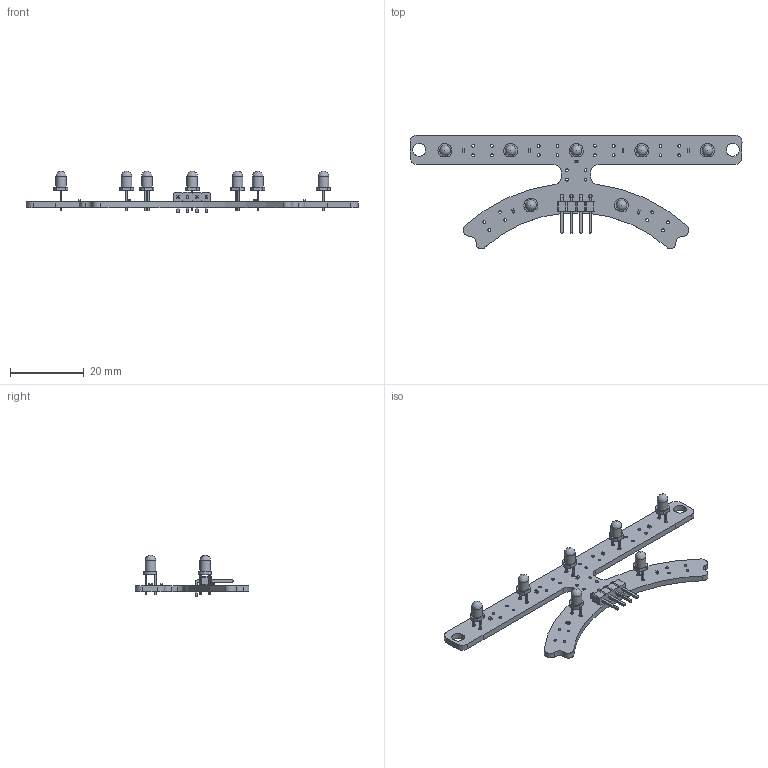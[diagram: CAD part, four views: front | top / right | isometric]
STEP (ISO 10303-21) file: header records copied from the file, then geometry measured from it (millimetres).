
FILE_DESCRIPTION(('KiCad electronic assembly'),'2;1');
FILE_NAME('line_sensor_front.step','2022-10-11T23:57:38',('Pcbnew'),( 'Kicad'),'Open CASCADE STEP processor 7.6','KiCad to STEP converter' ,'Unknown');
FILE_SCHEMA(('AUTOMOTIVE_DESIGN { 1 0 10303 214 1 1 1 1 }'));
Length unit declared in the file: millimetre
Products named in the file (8): line_sensor_front 1; LED_D3.0mm_Clear; SOLID; PinHeader_1x04_P2.54mm_Horizontal; C_0402_1005Metric; line_sensor_front PCB
Assembly tree (19 placements, depth 3):
  line_sensor_front 1
    LED_D3.0mm_Clear  x7
      SOLID
    PinHeader_1x04_P2.54mm_Horizontal
      SOLID
    C_0402_1005Metric  x7
      SOLID
    line_sensor_front PCB
Bounding box: 89.99 x 30.85 x 11.3 mm (x, y, z)
Volume: 2291.9 mm3; surface area: 4006.3 mm2
Topology: 16 solids, 16 shells, 497 faces, 1248 edges, 819 vertices
Faces by surface type: bspline 420, cylinder 65, plane 12
Full cylindrical faces by diameter (mm): 0.762 x28, 0.9 x14, 1 x4, 3.5 x2
Entity records: 15870 total; most frequent: CARTESIAN_POINT 5097, ORIENTED_EDGE 1210, PCURVE 1210, DEFINITIONAL_REPRESENTATION 1210, B_SPLINE_CURVE_WITH_KNOTS 1068, DIRECTION 869, EDGE_CURVE 605, SURFACE_CURVE 555
